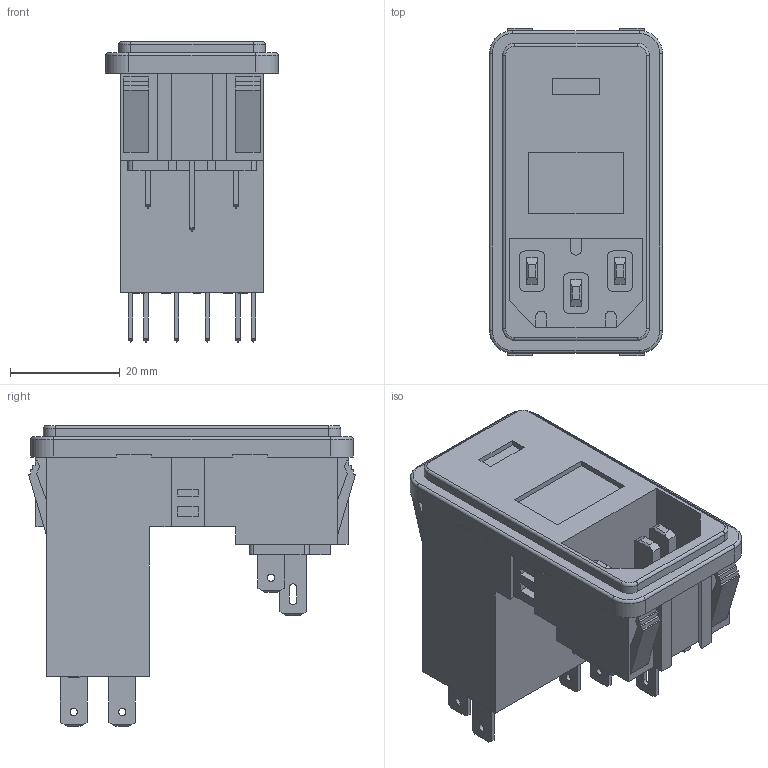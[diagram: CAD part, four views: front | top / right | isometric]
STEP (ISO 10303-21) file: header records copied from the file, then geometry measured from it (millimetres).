
FILE_DESCRIPTION (( 'STEP AP203' ), '1' );
FILE_NAME ('83542000-R1.STP.STEP', '2007-07-23T14:50:51', ( ' ' ), ( ' ' ), 'SwSTEP 2.0', 'SolidWorks 2007', '' );
FILE_SCHEMA (( 'CONFIG_CONTROL_DESIGN' ));
Length unit declared in the file: millimetre
Products named in the file (1): 83542000-R1.STP
Bounding box: 31.49 x 59.52 x 54.74 mm (x, y, z)
Volume: 32930 mm3; surface area: 15968.6 mm2
Topology: 1 solids, 1 shells, 528 faces, 1428 edges, 946 vertices
Faces by surface type: plane 423, cylinder 60, bspline 37, torus 8
Entity records: 18451 total; most frequent: CARTESIAN_POINT 5148, ORIENTED_EDGE 2856, DIRECTION 2466, EDGE_CURVE 1428, VECTOR 1226, LINE 1226, VERTEX_POINT 946, AXIS2_PLACEMENT_3D 620
